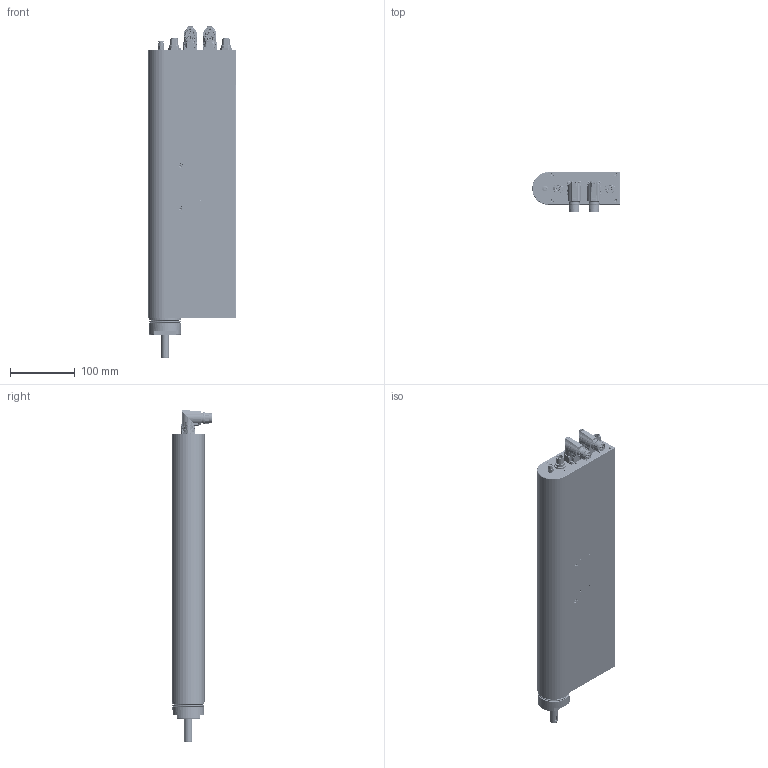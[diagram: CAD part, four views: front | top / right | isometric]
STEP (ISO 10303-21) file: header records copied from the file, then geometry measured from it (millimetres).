
FILE_DESCRIPTION (( 'STEP AP214' ), '1' );
FILE_NAME ('0186-1334_250528_PR02-52x60-R_37x120F-HP-R-100-L_MSxx_TS01__FS0x-R01.STEP', '2025-05-28T11:12:23', ( '' ), ( '' ), 'SwSTEP 2.0', 'SolidWorks 2024', '' );
FILE_SCHEMA (( 'AUTOMOTIVE_DESIGN' ));
Length unit declared in the file: millimetre
Products named in the file (3): 0186-1334_250528_PR02-52x60-R_37x120F-HP-R-100-L_MSxx_TS01__FS0x-R01; RS02k-DA12-L_RS01k-DA244.5-L; Einzelteil_PR02-52x60-R_37x120F-HP-R-100-L_MSxx_TS01_FS0x_R01_RS02k-GM52-100
Assembly tree (2 placements, depth 2):
  0186-1334_250528_PR02-52x60-R_37x120F-HP-R-100-L_MSxx_TS01__FS0x-R01
    Einzelteil_PR02-52x60-R_37x120F-HP-R-100-L_MSxx_TS01_FS0x_R01_RS02k-GM52-100
    RS02k-DA12-L_RS01k-DA244.5-L
Bounding box: 135 x 61.28 x 512.55 mm (x, y, z)
Volume: 2694956.3 mm3; surface area: 289739.2 mm2
Topology: 46 solids, 48 shells, 5033 faces, 12477 edges, 7555 vertices
Faces by surface type: cylinder 1584, plane 1270, cone 1035, bspline 1030, torus 111, sphere 3
Full cylindrical faces by diameter (mm): 0.6 x10, 0.8 x16, 1 x24, 1.1 x10, 2.05 x8, 2.1 x8, 2.4 x1, 2.5 x1, 2.7 x9, 2.8 x1, 3 x49, 3.2 x10, 3.3 x7, 3.6 x8, 4 x165, 4.2 x2, 4.7 x2, 4.8 x2, 5 x7, 5.4 x1, 5.5 x5, 5.6 x1, 6 x94, 6.4 x4, 7.7 x2, 7.8 x1, 8 x3, 8.3 x2, 8.4 x2, 10 x4
Entity records: 212907 total; most frequent: CARTESIAN_POINT 104229, ORIENTED_EDGE 21458, DIRECTION 18819, EDGE_CURVE 10729, AXIS2_PLACEMENT_3D 7456, VERTEX_POINT 6992, EDGE_LOOP 6059, FACE_OUTER_BOUND 5308
